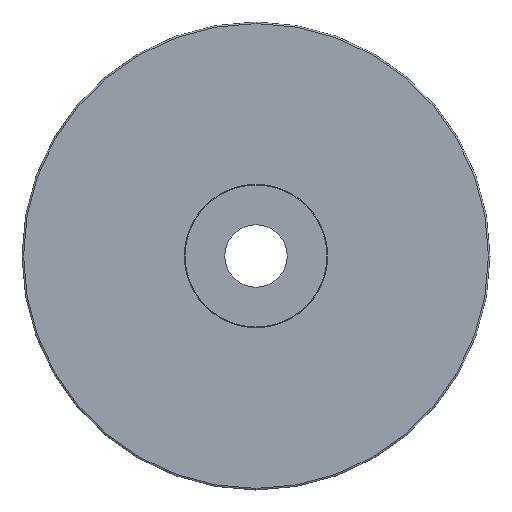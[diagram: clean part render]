
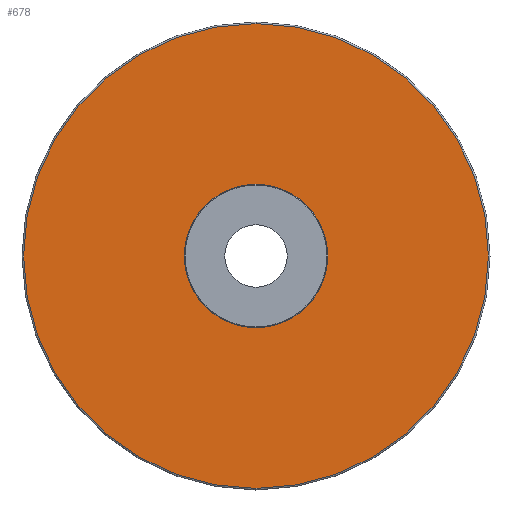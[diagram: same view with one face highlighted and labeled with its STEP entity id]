
A CAD part, left-side view. The second image highlights one B-rep face of the part: STEP entity #678.
In plain terms, the highlighted planar face has unit normal (-1, 0, 0).
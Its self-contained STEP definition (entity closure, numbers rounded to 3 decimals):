
#2 = VERTEX_POINT ( 'NONE', #908 ) ;
#88 = ORIENTED_EDGE ( 'NONE', *, *, #318, .F. ) ;
#139 = EDGE_LOOP ( 'NONE', ( #795, #468 ) ) ;
#140 = AXIS2_PLACEMENT_3D ( 'NONE', #214, #512, #147 ) ;
#147 = DIRECTION ( 'NONE',  ( 0., 0., 1. ) ) ;
#155 = FACE_OUTER_BOUND ( 'NONE', #139, .T. ) ;
#156 = DIRECTION ( 'NONE',  ( -1., 0., 0. ) ) ;
#178 = CIRCLE ( 'NONE', #683, 74.5 ) ;
#214 = CARTESIAN_POINT ( 'NONE',  ( -16.5, 0., 0. ) ) ;
#280 = DIRECTION ( 'NONE',  ( 0., 0., -1. ) ) ;
#299 = CARTESIAN_POINT ( 'NONE',  ( -16.5, 0., 0. ) ) ;
#318 = EDGE_CURVE ( 'NONE', #910, #2, #558, .T. ) ;
#345 = CARTESIAN_POINT ( 'NONE',  ( -16.5, 0., -23. ) ) ;
#359 = FACE_BOUND ( 'NONE', #886, .T. ) ;
#369 = CARTESIAN_POINT ( 'NONE',  ( -16.5, 0., -74.5 ) ) ;
#409 = CARTESIAN_POINT ( 'NONE',  ( -16.5, 0., 0. ) ) ;
#429 = ORIENTED_EDGE ( 'NONE', *, *, #782, .F. ) ;
#451 = CARTESIAN_POINT ( 'NONE',  ( -16.5, 0., 74.5 ) ) ;
#465 = EDGE_CURVE ( 'NONE', #647, #473, #178, .T. ) ;
#468 = ORIENTED_EDGE ( 'NONE', *, *, #465, .T. ) ;
#473 = VERTEX_POINT ( 'NONE', #451 ) ;
#500 = CIRCLE ( 'NONE', #140, 74.5 ) ;
#512 = DIRECTION ( 'NONE',  ( -1., 0., 0. ) ) ;
#516 = AXIS2_PLACEMENT_3D ( 'NONE', #661, #796, #280 ) ;
#525 = DIRECTION ( 'NONE',  ( 0., 0., 1. ) ) ;
#541 = DIRECTION ( 'NONE',  ( 0., 0., 1. ) ) ;
#558 = CIRCLE ( 'NONE', #801, 23. ) ;
#616 = DIRECTION ( 'NONE',  ( -1., 0., 0. ) ) ;
#647 = VERTEX_POINT ( 'NONE', #369 ) ;
#649 = PLANE ( 'NONE',  #516 ) ;
#661 = CARTESIAN_POINT ( 'NONE',  ( -16.5, 23., 0. ) ) ;
#678 = ADVANCED_FACE ( 'NONE', ( #359, #155 ), #649, .F. ) ;
#683 = AXIS2_PLACEMENT_3D ( 'NONE', #891, #616, #541 ) ;
#703 = EDGE_CURVE ( 'NONE', #473, #647, #500, .T. ) ;
#739 = DIRECTION ( 'NONE',  ( -1., 0., 0. ) ) ;
#740 = DIRECTION ( 'NONE',  ( 0., 0., 1. ) ) ;
#782 = EDGE_CURVE ( 'NONE', #2, #910, #836, .T. ) ;
#795 = ORIENTED_EDGE ( 'NONE', *, *, #703, .T. ) ;
#796 = DIRECTION ( 'NONE',  ( 1., 0., 0. ) ) ;
#801 = AXIS2_PLACEMENT_3D ( 'NONE', #299, #156, #740 ) ;
#836 = CIRCLE ( 'NONE', #882, 23. ) ;
#882 = AXIS2_PLACEMENT_3D ( 'NONE', #409, #739, #525 ) ;
#886 = EDGE_LOOP ( 'NONE', ( #429, #88 ) ) ;
#891 = CARTESIAN_POINT ( 'NONE',  ( -16.5, 0., 0. ) ) ;
#908 = CARTESIAN_POINT ( 'NONE',  ( -16.5, 0., 23. ) ) ;
#910 = VERTEX_POINT ( 'NONE', #345 ) ;
